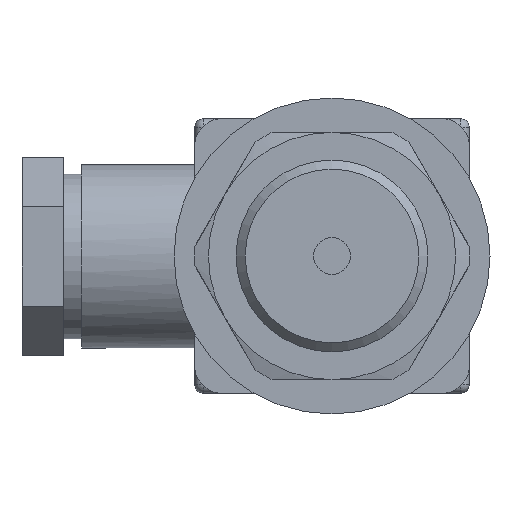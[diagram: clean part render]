
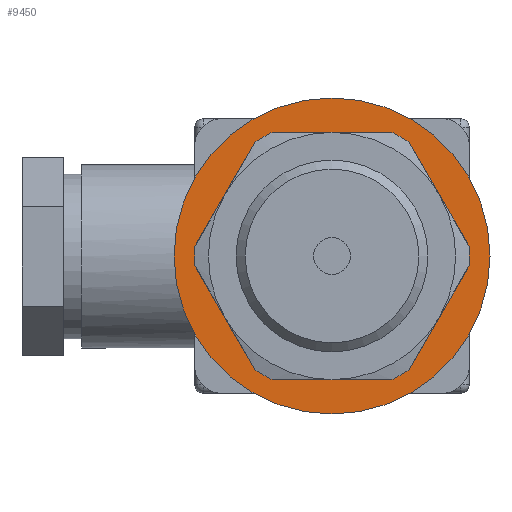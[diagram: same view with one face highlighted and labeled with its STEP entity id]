
A CAD part, front view. The second image highlights one B-rep face of the part: STEP entity #9450.
In plain terms, the highlighted planar face has unit normal (0, -1, 0).
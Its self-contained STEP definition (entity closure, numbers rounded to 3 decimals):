
#238=FACE_BOUND('',#1312,.T.);
#362=PLANE('',#10090);
#757=FACE_OUTER_BOUND('',#1311,.T.);
#1311=EDGE_LOOP('',(#6977,#6978));
#1312=EDGE_LOOP('',(#6979,#6980,#6981,#6982,#6983,#6984,#6985,#6986,#6987,
#6988,#6989,#6990));
#1970=LINE('',#13760,#2961);
#1973=LINE('',#13783,#2964);
#1982=LINE('',#13916,#2973);
#1990=LINE('',#13960,#2981);
#1991=LINE('',#13972,#2982);
#1992=LINE('',#13984,#2983);
#2961=VECTOR('',#11091,10.);
#2964=VECTOR('',#11096,10.);
#2973=VECTOR('',#11207,10.);
#2981=VECTOR('',#11249,10.);
#2982=VECTOR('',#11256,10.);
#2983=VECTOR('',#11263,10.);
#3839=CIRCLE('',#10064,14.228);
#3840=CIRCLE('',#10066,14.228);
#3841=CIRCLE('',#10068,14.228);
#3844=CIRCLE('',#10075,14.228);
#3845=CIRCLE('',#10078,14.228);
#3846=CIRCLE('',#10081,14.228);
#3849=CIRCLE('',#10085,17.25);
#3850=CIRCLE('',#10086,17.25);
#4209=VERTEX_POINT('',#13758);
#4210=VERTEX_POINT('',#13759);
#4216=VERTEX_POINT('',#13781);
#4217=VERTEX_POINT('',#13782);
#4253=VERTEX_POINT('',#13914);
#4254=VERTEX_POINT('',#13915);
#4261=VERTEX_POINT('',#13942);
#4264=VERTEX_POINT('',#13959);
#4265=VERTEX_POINT('',#13965);
#4266=VERTEX_POINT('',#13971);
#4267=VERTEX_POINT('',#13977);
#4268=VERTEX_POINT('',#13983);
#4271=VERTEX_POINT('',#13995);
#4272=VERTEX_POINT('',#13997);
#5203=EDGE_CURVE('',#4209,#4210,#1970,.T.);
#5210=EDGE_CURVE('',#4216,#4217,#1973,.T.);
#5264=EDGE_CURVE('',#4253,#4254,#1982,.T.);
#5276=EDGE_CURVE('',#4261,#4253,#3839,.T.);
#5278=EDGE_CURVE('',#4217,#4209,#3840,.T.);
#5279=EDGE_CURVE('',#4254,#4216,#3841,.T.);
#5283=EDGE_CURVE('',#4264,#4261,#1990,.T.);
#5285=EDGE_CURVE('',#4265,#4264,#3844,.T.);
#5287=EDGE_CURVE('',#4266,#4265,#1991,.T.);
#5289=EDGE_CURVE('',#4267,#4266,#3845,.T.);
#5291=EDGE_CURVE('',#4268,#4267,#1992,.T.);
#5293=EDGE_CURVE('',#4210,#4268,#3846,.T.);
#5297=EDGE_CURVE('',#4272,#4271,#3849,.T.);
#5298=EDGE_CURVE('',#4271,#4272,#3850,.T.);
#6977=ORIENTED_EDGE('',*,*,#5297,.T.);
#6978=ORIENTED_EDGE('',*,*,#5298,.T.);
#6979=ORIENTED_EDGE('',*,*,#5276,.F.);
#6980=ORIENTED_EDGE('',*,*,#5283,.F.);
#6981=ORIENTED_EDGE('',*,*,#5285,.F.);
#6982=ORIENTED_EDGE('',*,*,#5287,.F.);
#6983=ORIENTED_EDGE('',*,*,#5289,.F.);
#6984=ORIENTED_EDGE('',*,*,#5291,.F.);
#6985=ORIENTED_EDGE('',*,*,#5293,.F.);
#6986=ORIENTED_EDGE('',*,*,#5203,.F.);
#6987=ORIENTED_EDGE('',*,*,#5278,.F.);
#6988=ORIENTED_EDGE('',*,*,#5210,.F.);
#6989=ORIENTED_EDGE('',*,*,#5279,.F.);
#6990=ORIENTED_EDGE('',*,*,#5264,.F.);
#9450=ADVANCED_FACE('',(#757,#238),#362,.T.);
#10064=AXIS2_PLACEMENT_3D('',#13943,#11228,#11229);
#10066=AXIS2_PLACEMENT_3D('',#13948,#11232,#11233);
#10068=AXIS2_PLACEMENT_3D('',#13950,#11236,#11237);
#10075=AXIS2_PLACEMENT_3D('',#13966,#11252,#11253);
#10078=AXIS2_PLACEMENT_3D('',#13978,#11259,#11260);
#10081=AXIS2_PLACEMENT_3D('',#13989,#11266,#11267);
#10085=AXIS2_PLACEMENT_3D('',#13998,#11275,#11276);
#10086=AXIS2_PLACEMENT_3D('',#13999,#11277,#11278);
#10090=AXIS2_PLACEMENT_3D('',#14005,#11285,#11286);
#11091=DIRECTION('',(-0.5,0.,0.866));
#11096=DIRECTION('',(0.5,0.,0.866));
#11207=DIRECTION('',(1.,0.,0.));
#11228=DIRECTION('center_axis',(0.,-1.,0.));
#11229=DIRECTION('ref_axis',(0.,0.,-1.));
#11232=DIRECTION('center_axis',(0.,-1.,0.));
#11233=DIRECTION('ref_axis',(0.,0.,-1.));
#11236=DIRECTION('center_axis',(0.,-1.,0.));
#11237=DIRECTION('ref_axis',(0.,0.,-1.));
#11249=DIRECTION('',(0.5,0.,-0.866));
#11252=DIRECTION('center_axis',(0.,-1.,0.));
#11253=DIRECTION('ref_axis',(0.,0.,-1.));
#11256=DIRECTION('',(-0.5,0.,-0.866));
#11259=DIRECTION('center_axis',(0.,-1.,0.));
#11260=DIRECTION('ref_axis',(0.,0.,-1.));
#11263=DIRECTION('',(-1.,0.,0.));
#11266=DIRECTION('center_axis',(0.,-1.,0.));
#11267=DIRECTION('ref_axis',(0.,0.,-1.));
#11275=DIRECTION('center_axis',(0.,-1.,0.));
#11276=DIRECTION('ref_axis',(1.,0.,0.));
#11277=DIRECTION('center_axis',(0.,-1.,0.));
#11278=DIRECTION('ref_axis',(1.,0.,0.));
#11285=DIRECTION('center_axis',(0.,-1.,0.));
#11286=DIRECTION('ref_axis',(0.,0.,-1.));
#13758=CARTESIAN_POINT('',(13.938,18.,2.859));
#13759=CARTESIAN_POINT('',(9.445,18.,10.641));
#13760=CARTESIAN_POINT('',(9.743,18.,10.125));
#13781=CARTESIAN_POINT('',(9.445,18.,-10.641));
#13782=CARTESIAN_POINT('',(13.938,18.,-2.859));
#13783=CARTESIAN_POINT('',(13.64,18.,-3.375));
#13914=CARTESIAN_POINT('',(-4.493,18.,-13.5));
#13915=CARTESIAN_POINT('',(4.493,18.,-13.5));
#13916=CARTESIAN_POINT('',(3.897,18.,-13.5));
#13942=CARTESIAN_POINT('',(-9.445,18.,-10.641));
#13943=CARTESIAN_POINT('Origin',(0.,18.,0.));
#13948=CARTESIAN_POINT('Origin',(0.,18.,0.));
#13950=CARTESIAN_POINT('Origin',(0.,18.,0.));
#13959=CARTESIAN_POINT('',(-13.938,18.,-2.859));
#13960=CARTESIAN_POINT('',(-9.743,18.,-10.125));
#13965=CARTESIAN_POINT('',(-13.938,18.,2.859));
#13966=CARTESIAN_POINT('Origin',(0.,18.,0.));
#13971=CARTESIAN_POINT('',(-9.445,18.,10.641));
#13972=CARTESIAN_POINT('',(-13.64,18.,3.375));
#13977=CARTESIAN_POINT('',(-4.493,18.,13.5));
#13978=CARTESIAN_POINT('Origin',(0.,18.,0.));
#13983=CARTESIAN_POINT('',(4.493,18.,13.5));
#13984=CARTESIAN_POINT('',(-3.897,18.,13.5));
#13989=CARTESIAN_POINT('Origin',(0.,18.,0.));
#13995=CARTESIAN_POINT('',(-17.25,18.,0.));
#13997=CARTESIAN_POINT('',(17.25,18.,0.));
#13998=CARTESIAN_POINT('Origin',(0.,18.,0.));
#13999=CARTESIAN_POINT('Origin',(0.,18.,0.));
#14005=CARTESIAN_POINT('Origin',(0.,18.,0.));
